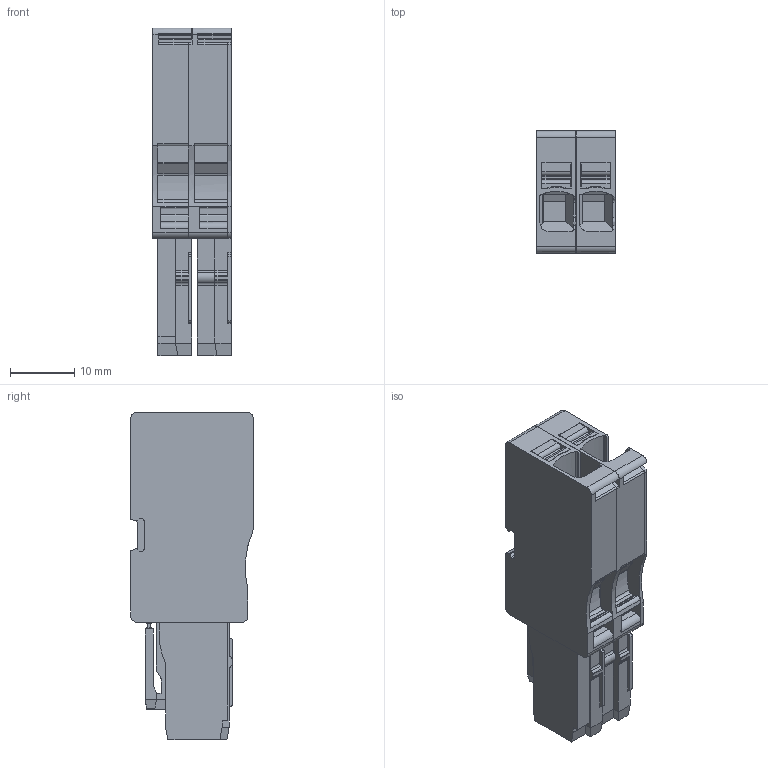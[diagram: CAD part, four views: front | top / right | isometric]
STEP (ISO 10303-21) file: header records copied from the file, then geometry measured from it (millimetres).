
FILE_DESCRIPTION(('CATIA V5R24 STEP','CAx-IF Rec.Pracs.--- Model Styling and Organization---1.2---2011-12-15'),'2;1');
FILE_NAME ('464863-1_1', '2018-08-16T13:30:35+00:00', ('Weidmueller Interface'), ('Weidmueller'), 'CATIA Version 5-6 Release 2014 SP4 HF52', 'CATIA V5 STEP AP214', 'none');
FILE_SCHEMA(('AUTOMOTIVE_DESIGN { 1 0 10303 214 1 1 1 1 }'));
Length unit declared in the file: millimetre
Products named in the file (1): 2540470000
Bounding box: 12.2 x 19 x 50.95 mm (x, y, z)
Volume: 8016 mm3; surface area: 7798.2 mm2
Topology: 5 solids, 5 shells, 1143 faces, 3047 edges, 1948 vertices
Faces by surface type: plane 500, cylinder 449, cone 106, torus 68, extrusion 10, revolution 6, sphere 4
Entity records: 33634 total; most frequent: CARTESIAN_POINT 6559, ORIENTED_EDGE 6086, DIRECTION 4680, EDGE_CURVE 3043, VERTEX_POINT 1948, AXIS2_PLACEMENT_3D 1928, VECTOR 1862, LINE 1852
